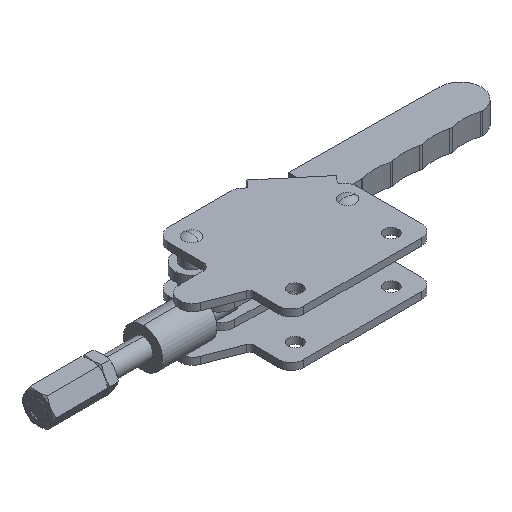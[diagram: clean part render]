
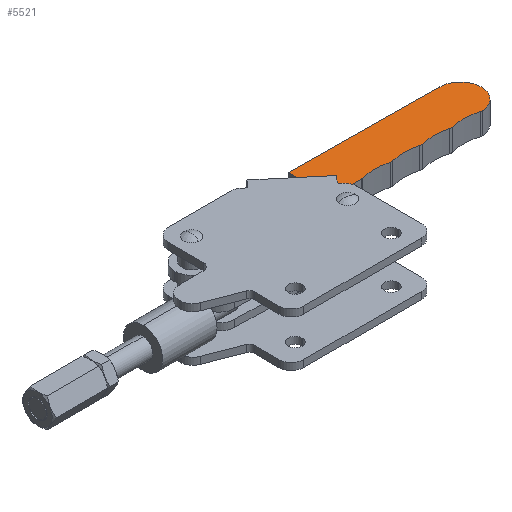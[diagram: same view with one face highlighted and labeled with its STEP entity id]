
A CAD part, isometric view. The second image highlights one B-rep face of the part: STEP entity #5521.
In plain terms, the highlighted planar face has unit normal (0, 0, 1).
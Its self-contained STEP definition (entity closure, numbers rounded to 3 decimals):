
#6 = DIRECTION ( 'NONE',  ( 0.998, 0.057, 0. ) ) ;
#45 = VERTEX_POINT ( 'NONE', #6566 ) ;
#328 = CARTESIAN_POINT ( 'NONE',  ( 55.44, 47.686, -10.2 ) ) ;
#378 = DIRECTION ( 'NONE',  ( 0.998, 0.057, 0. ) ) ;
#383 = AXIS2_PLACEMENT_3D ( 'NONE', #1102, #5447, #1723 ) ;
#420 = CARTESIAN_POINT ( 'NONE',  ( 92.891, 51.998, -10.2 ) ) ;
#589 = ORIENTED_EDGE ( 'NONE', *, *, #5906, .T. ) ;
#643 = DIRECTION ( 'NONE',  ( 0.041, -0.999, 0. ) ) ;
#705 = CARTESIAN_POINT ( 'NONE',  ( 34.826, 46.901, -10.2 ) ) ;
#803 = CIRCLE ( 'NONE', #5018, 3. ) ;
#826 = AXIS2_PLACEMENT_3D ( 'NONE', #2330, #6659, #2956 ) ;
#889 = ORIENTED_EDGE ( 'NONE', *, *, #6841, .T. ) ;
#978 = CARTESIAN_POINT ( 'NONE',  ( -3.954, 44.981, -10.2 ) ) ;
#1028 = DIRECTION ( 'NONE',  ( 0.998, 0.057, 0. ) ) ;
#1090 = ORIENTED_EDGE ( 'NONE', *, *, #4138, .T. ) ;
#1102 = CARTESIAN_POINT ( 'NONE',  ( 16.083, 48.812, -10.2 ) ) ;
#1395 = VERTEX_POINT ( 'NONE', #5422 ) ;
#1518 = CIRCLE ( 'NONE', #4275, 32. ) ;
#1640 = DIRECTION ( 'NONE',  ( 0., 0., -1. ) ) ;
#1647 = VERTEX_POINT ( 'NONE', #2899 ) ;
#1720 = ORIENTED_EDGE ( 'NONE', *, *, #6213, .T. ) ;
#1723 = DIRECTION ( 'NONE',  ( 0.998, 0.057, 0. ) ) ;
#1749 = PLANE ( 'NONE',  #4224 ) ;
#1777 = ORIENTED_EDGE ( 'NONE', *, *, #4943, .T. ) ;
#1850 = EDGE_CURVE ( 'NONE', #7616, #5254, #3406, .T. ) ;
#1886 = AXIS2_PLACEMENT_3D ( 'NONE', #7410, #3701, #6 ) ;
#2135 = ORIENTED_EDGE ( 'NONE', *, *, #1850, .T. ) ;
#2212 = AXIS2_PLACEMENT_3D ( 'NONE', #6054, #2352, #6682 ) ;
#2214 = VERTEX_POINT ( 'NONE', #328 ) ;
#2330 = CARTESIAN_POINT ( 'NONE',  ( 27.541, 15.741, -10.2 ) ) ;
#2352 = DIRECTION ( 'NONE',  ( 0., 0., -1. ) ) ;
#2362 = CARTESIAN_POINT ( 'NONE',  ( 35.509, 49.822, -10.2 ) ) ;
#2392 = DIRECTION ( 'NONE',  ( 0., 0., 1. ) ) ;
#2395 = AXIS2_PLACEMENT_3D ( 'NONE', #2998, #7317, #3611 ) ;
#2503 = VECTOR ( 'NONE', #643, 1000. ) ;
#2683 = EDGE_CURVE ( 'NONE', #4272, #5959, #4282, .T. ) ;
#2693 = CIRCLE ( 'NONE', #2212, 32. ) ;
#2745 = VECTOR ( 'NONE', #3942, 1000. ) ;
#2844 = VERTEX_POINT ( 'NONE', #6495 ) ;
#2899 = CARTESIAN_POINT ( 'NONE',  ( 72.794, 48.471, -10.2 ) ) ;
#2956 = DIRECTION ( 'NONE',  ( 0.998, 0.057, 0. ) ) ;
#2987 = DIRECTION ( 'NONE',  ( 0.998, 0.057, 0. ) ) ;
#2998 = CARTESIAN_POINT ( 'NONE',  ( 65.508, 17.311, -10.2 ) ) ;
#3143 = CIRCLE ( 'NONE', #4324, 3. ) ;
#3169 = VERTEX_POINT ( 'NONE', #705 ) ;
#3188 = DIRECTION ( 'NONE',  ( 0., 0., 1. ) ) ;
#3406 = CIRCLE ( 'NONE', #1886, 13.5 ) ;
#3553 = CARTESIAN_POINT ( 'NONE',  ( 53.791, 47.618, -10.2 ) ) ;
#3611 = DIRECTION ( 'NONE',  ( 0.998, 0.057, 0. ) ) ;
#3701 = DIRECTION ( 'NONE',  ( 0., 0., 1. ) ) ;
#3858 = AXIS2_PLACEMENT_3D ( 'NONE', #7790, #4091, #378 ) ;
#3882 = CARTESIAN_POINT ( 'NONE',  ( 16.207, 45.815, -10.2 ) ) ;
#3942 = DIRECTION ( 'NONE',  ( -0.999, -0.041, 0. ) ) ;
#3943 = ORIENTED_EDGE ( 'NONE', *, *, #6354, .T. ) ;
#4045 = EDGE_CURVE ( 'NONE', #2214, #1647, #6293, .T. ) ;
#4091 = DIRECTION ( 'NONE',  ( 0., 0., 1. ) ) ;
#4138 = EDGE_CURVE ( 'NONE', #1395, #4272, #5425, .T. ) ;
#4224 = AXIS2_PLACEMENT_3D ( 'NONE', #6098, #2392, #6731 ) ;
#4272 = VERTEX_POINT ( 'NONE', #978 ) ;
#4275 = AXIS2_PLACEMENT_3D ( 'NONE', #5370, #1640, #5970 ) ;
#4282 = LINE ( 'NONE', #3882, #5731 ) ;
#4324 = AXIS2_PLACEMENT_3D ( 'NONE', #420, #4752, #1028 ) ;
#4346 = CARTESIAN_POINT ( 'NONE',  ( -3.954, 44.981, -10.2 ) ) ;
#4401 = EDGE_CURVE ( 'NONE', #7903, #3169, #6365, .T. ) ;
#4512 = FACE_OUTER_BOUND ( 'NONE', #7838, .T. ) ;
#4538 = CARTESIAN_POINT ( 'NONE',  ( 91.477, 75.951, -10.2 ) ) ;
#4706 = CARTESIAN_POINT ( 'NONE',  ( 17.065, 45.978, -10.2 ) ) ;
#4728 = ORIENTED_EDGE ( 'NONE', *, *, #6557, .T. ) ;
#4752 = DIRECTION ( 'NONE',  ( 0., 0., 1. ) ) ;
#4756 = ORIENTED_EDGE ( 'NONE', *, *, #4045, .T. ) ;
#4923 = EDGE_CURVE ( 'NONE', #6545, #2214, #5022, .T. ) ;
#4943 = EDGE_CURVE ( 'NONE', #5164, #6545, #1518, .T. ) ;
#4944 = CIRCLE ( 'NONE', #4978, 3. ) ;
#4978 = AXIS2_PLACEMENT_3D ( 'NONE', #2362, #6697, #2987 ) ;
#5018 = AXIS2_PLACEMENT_3D ( 'NONE', #6912, #3188, #7523 ) ;
#5022 = CIRCLE ( 'NONE', #3858, 3. ) ;
#5034 = EDGE_CURVE ( 'NONE', #5959, #7903, #7134, .T. ) ;
#5164 = VERTEX_POINT ( 'NONE', #7403 ) ;
#5254 = VERTEX_POINT ( 'NONE', #4538 ) ;
#5302 = ORIENTED_EDGE ( 'NONE', *, *, #4923, .T. ) ;
#5360 = ORIENTED_EDGE ( 'NONE', *, *, #2683, .T. ) ;
#5370 = CARTESIAN_POINT ( 'NONE',  ( 46.265, 16.515, -10.2 ) ) ;
#5422 = CARTESIAN_POINT ( 'NONE',  ( -5.07, 71.958, -10.2 ) ) ;
#5425 = LINE ( 'NONE', #4346, #2503 ) ;
#5447 = DIRECTION ( 'NONE',  ( 0., 0., 1. ) ) ;
#5521 = ADVANCED_FACE ( 'NONE', ( #4512 ), #1749, .T. ) ;
#5731 = VECTOR ( 'NONE', #6344, 1000. ) ;
#5906 = EDGE_CURVE ( 'NONE', #2844, #7616, #3143, .T. ) ;
#5959 = VERTEX_POINT ( 'NONE', #7853 ) ;
#5970 = DIRECTION ( 'NONE',  ( 0.998, 0.057, 0. ) ) ;
#6054 = CARTESIAN_POINT ( 'NONE',  ( 84.233, 18.086, -10.2 ) ) ;
#6098 = CARTESIAN_POINT ( 'NONE',  ( 65.508, 17.311, -10.2 ) ) ;
#6213 = EDGE_CURVE ( 'NONE', #1647, #45, #803, .T. ) ;
#6293 = CIRCLE ( 'NONE', #2395, 32. ) ;
#6344 = DIRECTION ( 'NONE',  ( 0.999, 0.041, 0. ) ) ;
#6354 = EDGE_CURVE ( 'NONE', #5254, #1395, #7493, .T. ) ;
#6365 = CIRCLE ( 'NONE', #826, 32. ) ;
#6495 = CARTESIAN_POINT ( 'NONE',  ( 92.149, 49.091, -10.2 ) ) ;
#6545 = VERTEX_POINT ( 'NONE', #3553 ) ;
#6557 = EDGE_CURVE ( 'NONE', #45, #2844, #2693, .T. ) ;
#6566 = CARTESIAN_POINT ( 'NONE',  ( 74.399, 48.537, -10.2 ) ) ;
#6659 = DIRECTION ( 'NONE',  ( 0., 0., -1. ) ) ;
#6682 = DIRECTION ( 'NONE',  ( 0.998, 0.057, 0. ) ) ;
#6697 = DIRECTION ( 'NONE',  ( 0., 0., 1. ) ) ;
#6731 = DIRECTION ( 'NONE',  ( 0.998, 0.057, 0. ) ) ;
#6841 = EDGE_CURVE ( 'NONE', #3169, #5164, #4944, .T. ) ;
#6912 = CARTESIAN_POINT ( 'NONE',  ( 73.477, 51.392, -10.2 ) ) ;
#6922 = ORIENTED_EDGE ( 'NONE', *, *, #4401, .T. ) ;
#7060 = CARTESIAN_POINT ( 'NONE',  ( -5.07, 71.958, -10.2 ) ) ;
#7134 = CIRCLE ( 'NONE', #383, 3. ) ;
#7317 = DIRECTION ( 'NONE',  ( 0., 0., -1. ) ) ;
#7403 = CARTESIAN_POINT ( 'NONE',  ( 36.431, 46.967, -10.2 ) ) ;
#7410 = CARTESIAN_POINT ( 'NONE',  ( 92.035, 62.463, -10.2 ) ) ;
#7466 = CARTESIAN_POINT ( 'NONE',  ( 93.136, 49.008, -10.2 ) ) ;
#7493 = LINE ( 'NONE', #7060, #2745 ) ;
#7523 = DIRECTION ( 'NONE',  ( 0.998, 0.057, 0. ) ) ;
#7547 = ORIENTED_EDGE ( 'NONE', *, *, #5034, .T. ) ;
#7616 = VERTEX_POINT ( 'NONE', #7466 ) ;
#7790 = CARTESIAN_POINT ( 'NONE',  ( 54.496, 50.534, -10.2 ) ) ;
#7838 = EDGE_LOOP ( 'NONE', ( #4756, #1720, #4728, #589, #2135, #3943, #1090, #5360, #7547, #6922, #889, #1777, #5302 ) ) ;
#7853 = CARTESIAN_POINT ( 'NONE',  ( 16.207, 45.815, -10.2 ) ) ;
#7903 = VERTEX_POINT ( 'NONE', #4706 ) ;
